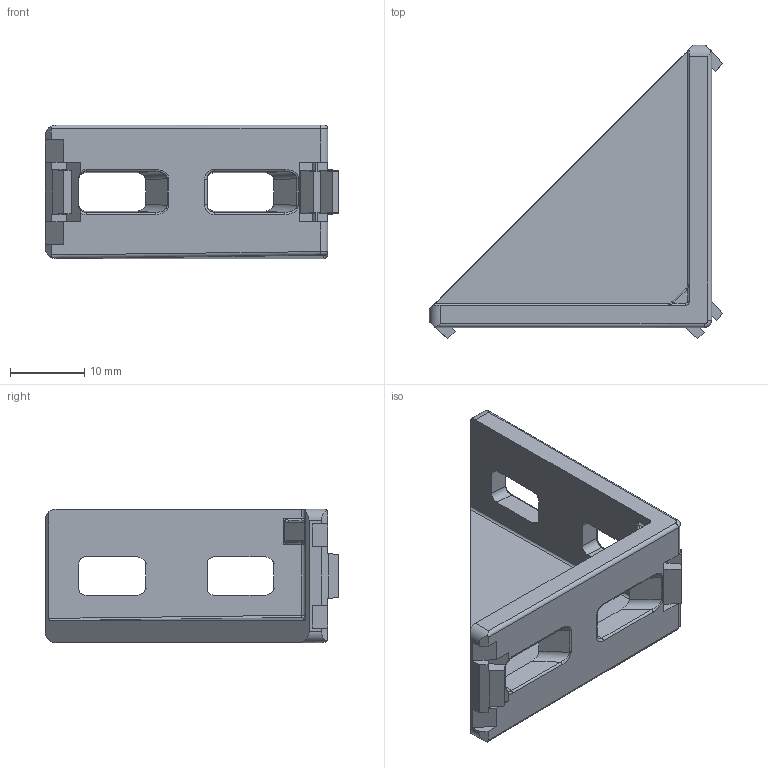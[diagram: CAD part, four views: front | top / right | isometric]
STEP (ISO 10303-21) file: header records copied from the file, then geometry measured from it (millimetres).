
FILE_DESCRIPTION (( 'STEP AP214' ), '1' );
FILE_NAME ('093w202n06s04.STEP', '2014-08-20T10:47:31', ( '' ), ( '' ), 'SwSTEP 2.0', 'SolidWorks 2014', '' );
FILE_SCHEMA (( 'AUTOMOTIVE_DESIGN' ));
Length unit declared in the file: millimetre
Products named in the file (1): 093w202n06s04
Bounding box: 39.5 x 39.5 x 18 mm (x, y, z)
Volume: 4922.6 mm3; surface area: 4282.8 mm2
Topology: 1 solids, 1 shells, 168 faces, 448 edges, 278 vertices
Faces by surface type: plane 82, cylinder 53, bspline 30, torus 3
Entity records: 5646 total; most frequent: CARTESIAN_POINT 1833, ORIENTED_EDGE 888, DIRECTION 679, EDGE_CURVE 444, LINE 279, VECTOR 279, VERTEX_POINT 278, AXIS2_PLACEMENT_3D 200
